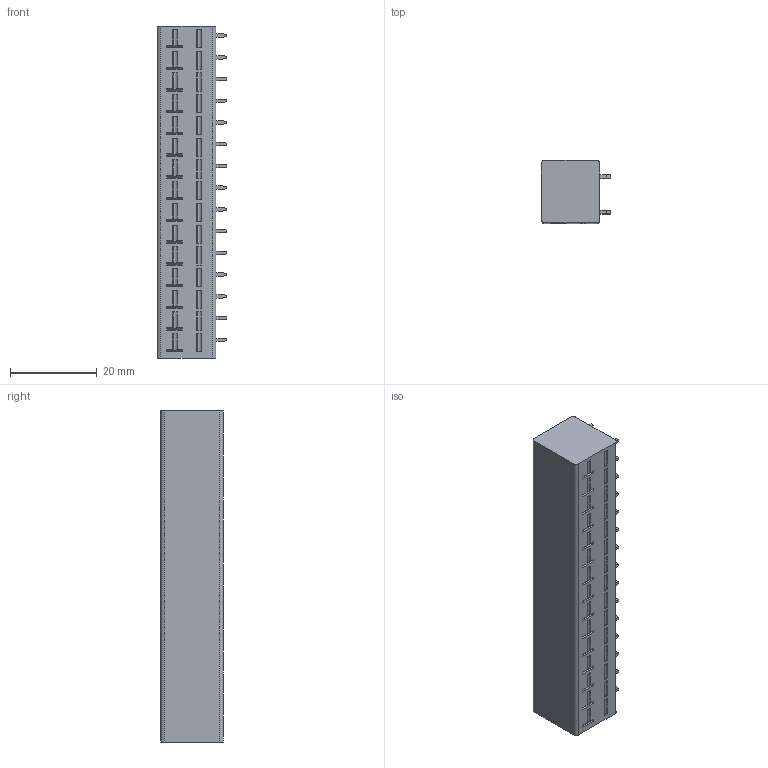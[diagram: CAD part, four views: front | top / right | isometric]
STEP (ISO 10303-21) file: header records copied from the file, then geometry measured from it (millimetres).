
FILE_DESCRIPTION((''),'2;1');
FILE_NAME('PRT0010','2024-09-23T',('sj'),(''),'PRO/ENGINEER BY PARAMETRIC TECHNOLOGY CORPORATION, 2013240','PRO/ENGINEER BY PARAMETRIC TECHNOLOGY CORPORATION, 2013240','');
FILE_SCHEMA(('AUTOMOTIVE_DESIGN_CC2 { 1 2 10303 214 -1 1 5 2 }'));
Length unit declared in the file: millimetre
Products named in the file (1): PRT0010
Bounding box: 16 x 14.4 x 76.4 mm (x, y, z)
Volume: 14117.7 mm3; surface area: 5530.9 mm2
Topology: 1 solids, 1 shells, 835 faces, 2049 edges, 1306 vertices
Faces by surface type: plane 471, cylinder 244, torus 60, cone 30, bspline 30
Entity records: 25830 total; most frequent: CARTESIAN_POINT 6150, ORIENTED_EDGE 4098, DIRECTION 3997, EDGE_CURVE 2049, AXIS2_PLACEMENT_3D 1338, VECTOR 1321, LINE 1321, VERTEX_POINT 1306
